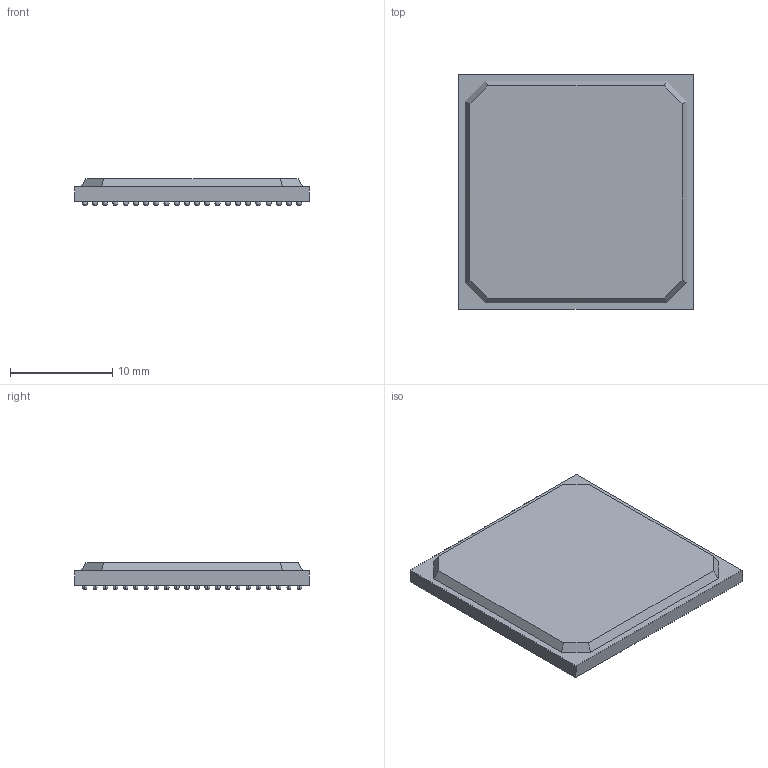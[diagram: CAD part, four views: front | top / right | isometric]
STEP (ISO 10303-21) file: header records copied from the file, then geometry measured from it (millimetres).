
FILE_DESCRIPTION((''),'2;1');
FILE_NAME('BGA484C100P22X22_2300X2300X260.stp','2009-11-23T17:15:47',(''),(''),'Mechanical Desktop 2006','Mechanical Desktop 2006',', , ');
FILE_SCHEMA(('AUTOMOTIVE_DESIGN { 1 2 10303 214 0 1 1 1 }'));
Length unit declared in the file: millimetre
Products named in the file (1): Product
Bounding box: 23 x 23 x 2.6 mm (x, y, z)
Volume: 1125.8 mm3; surface area: 2522.3 mm2
Topology: 486 solids, 486 shells, 1952 faces, 3908 edges, 2928 vertices
Faces by surface type: plane 984, sphere 968
Entity records: 54215 total; most frequent: DIRECTION 11686, CARTESIAN_POINT 8789, ORIENTED_EDGE 7816, AXIS2_PLACEMENT_3D 5825, EDGE_CURVE 3908, CIRCLE 3872, VERTEX_POINT 2928, EDGE_LOOP 1952
